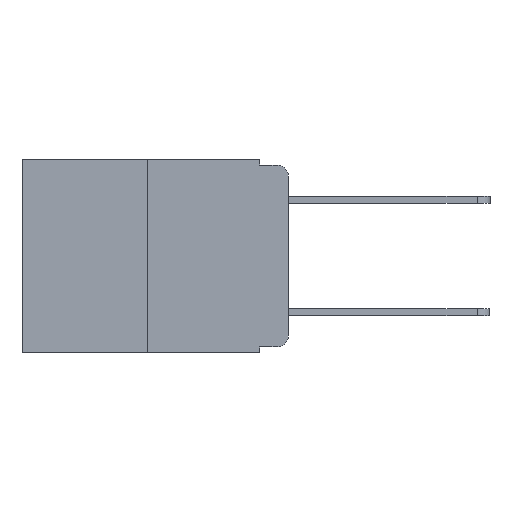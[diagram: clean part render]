
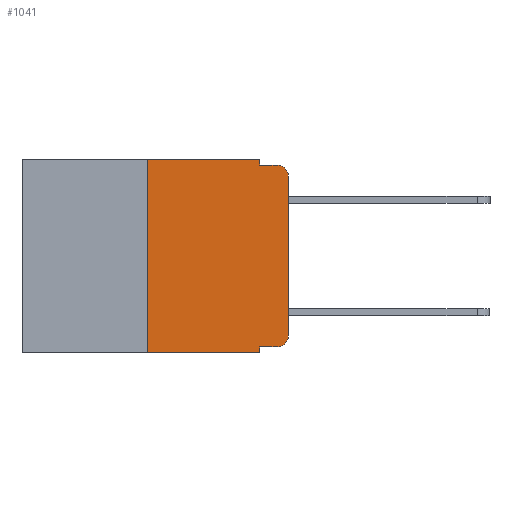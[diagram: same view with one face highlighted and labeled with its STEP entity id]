
A CAD part, left-side view. The second image highlights one B-rep face of the part: STEP entity #1041.
In plain terms, the highlighted planar face has unit normal (-1, 0, 0).
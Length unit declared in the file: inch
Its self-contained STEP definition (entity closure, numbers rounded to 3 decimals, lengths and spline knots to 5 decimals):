
#20 = ORIENTED_EDGE ( 'NONE', *, *, #859, .T. ) ;
#164 = VECTOR ( 'NONE', #4478, 39.37008 ) ;
#579 = CARTESIAN_POINT ( 'NONE',  ( 0., 0.02, -0.313 ) ) ;
#614 = CARTESIAN_POINT ( 'NONE',  ( 0., 0.02, -0.333 ) ) ;
#783 = CARTESIAN_POINT ( 'NONE',  ( 0., 0.051, -0.01 ) ) ;
#812 = VERTEX_POINT ( 'NONE', #7094 ) ;
#816 = VECTOR ( 'NONE', #9010, 39.37008 ) ;
#859 = EDGE_CURVE ( 'NONE', #8859, #812, #4896, .T. ) ;
#1041 = ADVANCED_FACE ( 'NONE', ( #7104 ), #5832, .F. ) ;
#1065 = VERTEX_POINT ( 'NONE', #7614 ) ;
#1256 = DIRECTION ( 'NONE',  ( 0., -1., 0. ) ) ;
#1368 = DIRECTION ( 'NONE',  ( 0., 0., -1. ) ) ;
#1561 = EDGE_CURVE ( 'NONE', #5209, #3264, #2271, .T. ) ;
#1572 = DIRECTION ( 'NONE',  ( 0., 0., 1. ) ) ;
#1727 = CARTESIAN_POINT ( 'NONE',  ( 0., 0., -0.03 ) ) ;
#1767 = AXIS2_PLACEMENT_3D ( 'NONE', #2861, #5398, #6254 ) ;
#1812 = CARTESIAN_POINT ( 'NONE',  ( 0., 0.051, 0. ) ) ;
#1829 = EDGE_LOOP ( 'NONE', ( #3950, #7203, #8378, #2624, #4726, #7971, #20, #5892, #9275, #4673 ) ) ;
#1876 = VERTEX_POINT ( 'NONE', #614 ) ;
#2087 = VECTOR ( 'NONE', #2992, 39.37008 ) ;
#2096 = VECTOR ( 'NONE', #8505, 39.37008 ) ;
#2271 = LINE ( 'NONE', #7029, #164 ) ;
#2598 = CARTESIAN_POINT ( 'NONE',  ( 0., 0.02, -0.03 ) ) ;
#2624 = ORIENTED_EDGE ( 'NONE', *, *, #1561, .F. ) ;
#2861 = CARTESIAN_POINT ( 'NONE',  ( 0., 0.473, 0. ) ) ;
#2978 = VECTOR ( 'NONE', #5986, 39.37008 ) ;
#2992 = DIRECTION ( 'NONE',  ( 0., 0., 1. ) ) ;
#3264 = VERTEX_POINT ( 'NONE', #783 ) ;
#3309 = CARTESIAN_POINT ( 'NONE',  ( 0., 0.051, -0.333 ) ) ;
#3377 = DIRECTION ( 'NONE',  ( 0., 0., -1. ) ) ;
#3512 = LINE ( 'NONE', #5790, #8871 ) ;
#3950 = ORIENTED_EDGE ( 'NONE', *, *, #8384, .T. ) ;
#4137 = LINE ( 'NONE', #5128, #2087 ) ;
#4148 = LINE ( 'NONE', #7176, #7708 ) ;
#4279 = AXIS2_PLACEMENT_3D ( 'NONE', #579, #5908, #1368 ) ;
#4287 = AXIS2_PLACEMENT_3D ( 'NONE', #2598, #7665, #3377 ) ;
#4334 = DIRECTION ( 'NONE',  ( 0., 0., -1. ) ) ;
#4381 = LINE ( 'NONE', #7852, #2096 ) ;
#4478 = DIRECTION ( 'NONE',  ( 0., 0., -1. ) ) ;
#4513 = CARTESIAN_POINT ( 'NONE',  ( 0., 0.051, -0.333 ) ) ;
#4673 = ORIENTED_EDGE ( 'NONE', *, *, #6022, .T. ) ;
#4726 = ORIENTED_EDGE ( 'NONE', *, *, #6554, .F. ) ;
#4896 = LINE ( 'NONE', #6989, #816 ) ;
#4961 = LINE ( 'NONE', #4513, #2978 ) ;
#5128 = CARTESIAN_POINT ( 'NONE',  ( 0., 0.25, 0. ) ) ;
#5209 = VERTEX_POINT ( 'NONE', #1812 ) ;
#5355 = LINE ( 'NONE', #6760, #6995 ) ;
#5398 = DIRECTION ( 'NONE',  ( 1., 0., 0. ) ) ;
#5402 = VERTEX_POINT ( 'NONE', #8546 ) ;
#5521 = EDGE_CURVE ( 'NONE', #6311, #1876, #4961, .T. ) ;
#5790 = CARTESIAN_POINT ( 'NONE',  ( 0., 0.051, 0. ) ) ;
#5832 = PLANE ( 'NONE',  #1767 ) ;
#5892 = ORIENTED_EDGE ( 'NONE', *, *, #9418, .F. ) ;
#5908 = DIRECTION ( 'NONE',  ( -1., 0., 0. ) ) ;
#5986 = DIRECTION ( 'NONE',  ( 0., -1., 0. ) ) ;
#6022 = EDGE_CURVE ( 'NONE', #1876, #5402, #8610, .T. ) ;
#6254 = DIRECTION ( 'NONE',  ( 0., 0., -1. ) ) ;
#6311 = VERTEX_POINT ( 'NONE', #3309 ) ;
#6554 = EDGE_CURVE ( 'NONE', #7620, #5209, #4381, .T. ) ;
#6558 = EDGE_CURVE ( 'NONE', #3264, #1065, #4148, .T. ) ;
#6760 = CARTESIAN_POINT ( 'NONE',  ( 0., 0., 0. ) ) ;
#6989 = CARTESIAN_POINT ( 'NONE',  ( 0., 0.473, -0.343 ) ) ;
#6995 = VECTOR ( 'NONE', #1572, 39.37008 ) ;
#7023 = EDGE_CURVE ( 'NONE', #8859, #7620, #4137, .T. ) ;
#7029 = CARTESIAN_POINT ( 'NONE',  ( 0., 0.051, 0. ) ) ;
#7094 = CARTESIAN_POINT ( 'NONE',  ( 0., 0.051, -0.343 ) ) ;
#7104 = FACE_OUTER_BOUND ( 'NONE', #1829, .T. ) ;
#7176 = CARTESIAN_POINT ( 'NONE',  ( 0., 0.051, -0.01 ) ) ;
#7203 = ORIENTED_EDGE ( 'NONE', *, *, #8543, .T. ) ;
#7371 = VERTEX_POINT ( 'NONE', #1727 ) ;
#7614 = CARTESIAN_POINT ( 'NONE',  ( 0., 0.02, -0.01 ) ) ;
#7620 = VERTEX_POINT ( 'NONE', #8551 ) ;
#7665 = DIRECTION ( 'NONE',  ( -1., 0., 0. ) ) ;
#7708 = VECTOR ( 'NONE', #1256, 39.37008 ) ;
#7768 = CIRCLE ( 'NONE', #4287, 0.02 ) ;
#7852 = CARTESIAN_POINT ( 'NONE',  ( 0., 0.473, 0. ) ) ;
#7971 = ORIENTED_EDGE ( 'NONE', *, *, #7023, .F. ) ;
#8378 = ORIENTED_EDGE ( 'NONE', *, *, #6558, .F. ) ;
#8384 = EDGE_CURVE ( 'NONE', #5402, #7371, #5355, .T. ) ;
#8505 = DIRECTION ( 'NONE',  ( 0., -1., 0. ) ) ;
#8543 = EDGE_CURVE ( 'NONE', #7371, #1065, #7768, .T. ) ;
#8546 = CARTESIAN_POINT ( 'NONE',  ( 0., 0., -0.313 ) ) ;
#8551 = CARTESIAN_POINT ( 'NONE',  ( 0., 0.25, 0. ) ) ;
#8610 = CIRCLE ( 'NONE', #4279, 0.02 ) ;
#8859 = VERTEX_POINT ( 'NONE', #9242 ) ;
#8871 = VECTOR ( 'NONE', #4334, 39.37008 ) ;
#9010 = DIRECTION ( 'NONE',  ( 0., -1., 0. ) ) ;
#9242 = CARTESIAN_POINT ( 'NONE',  ( 0., 0.25, -0.343 ) ) ;
#9275 = ORIENTED_EDGE ( 'NONE', *, *, #5521, .T. ) ;
#9418 = EDGE_CURVE ( 'NONE', #6311, #812, #3512, .T. ) ;
